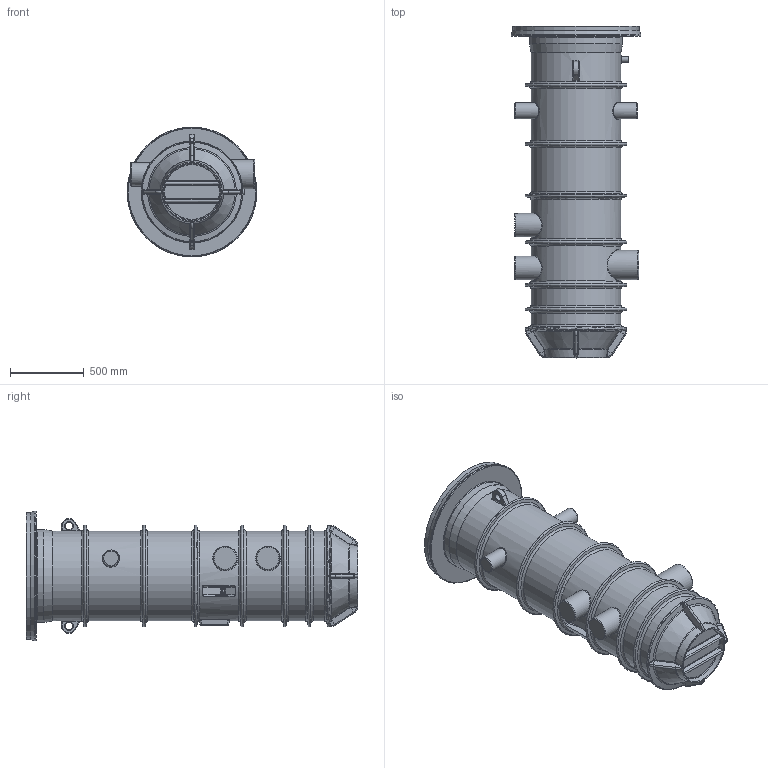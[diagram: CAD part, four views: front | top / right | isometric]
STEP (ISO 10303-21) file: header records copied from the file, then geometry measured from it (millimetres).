
FILE_DESCRIPTION(/* description */ (''),/* implementation_level */ '2;1');
FILE_NAME(/* name */ '2544148c3d001_02.stp',/* time_stamp */ '2023-08-28T11:54:49+02:00',/* author */ (''),/* organization */ ('WILO SE'),/* preprocessor_version */ 'ST-DEVELOPER v16.7',/* originating_system */ 'SIEMENS PLM Software NX 12.0',/* authorisation */ '');
FILE_SCHEMA (('AUTOMOTIVE_DESIGN { 1 0 10303 214 3 1 1 1 }'));
Products named in the file (1): Hild087011143dxs
Bounding box: 880 x 2250 x 880 mm (x, y, z)
Volume: 50119644.6 mm3; surface area: 12745275.6 mm2
Topology: 9 solids, 11 shells, 1379 faces, 3352 edges, 1981 vertices
Faces by surface type: plane 464, cylinder 323, bspline 308, cone 138, torus 114, sphere 32
Full cylindrical faces by diameter (mm): 34 x3, 36.3 x1, 40 x3, 40.1 x1, 40.9 x2, 41.91 x1, 42.1 x1, 44.3 x2, 48 x2, 50 x2, 50.3 x1, 51 x1, 53.7 x1, 66 x2, 84 x1, 93 x2, 109 x2, 143 x2, 159 x2, 183 x1, 199 x1, 594 x7, 610 x7, 614 x1, 630 x1, 844 x1, 860 x1, 864 x1, 880 x1
Entity records: 51513 total; most frequent: CARTESIAN_POINT 21463, ORIENTED_EDGE 6142, DIRECTION 5799, EDGE_CURVE 3071, AXIS2_PLACEMENT_3D 2293, VERTEX_POINT 1924, EDGE_LOOP 1619, ADVANCED_FACE 1379
